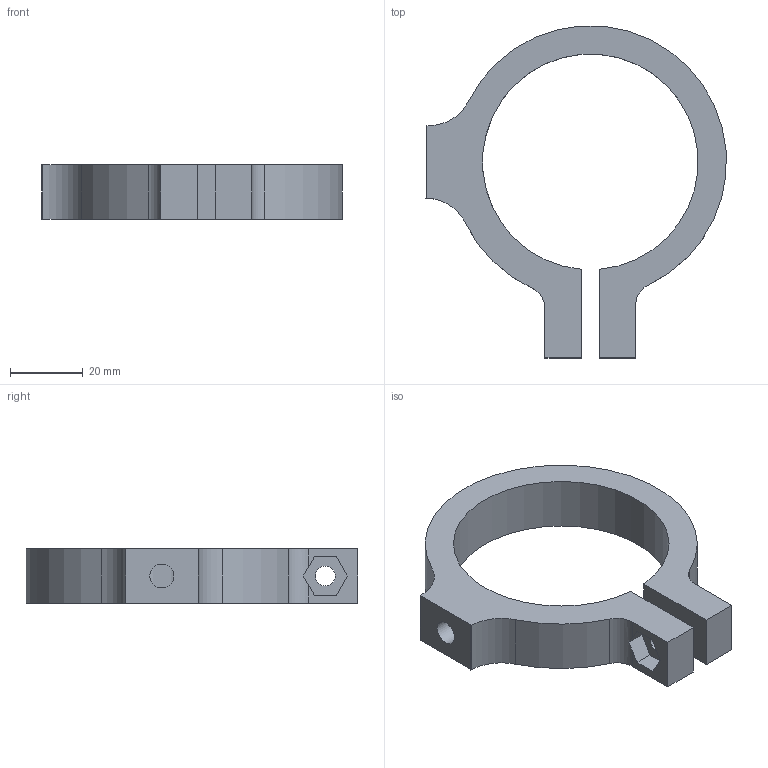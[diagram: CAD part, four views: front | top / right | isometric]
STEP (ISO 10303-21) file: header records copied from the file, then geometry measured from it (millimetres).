
FILE_DESCRIPTION(/* description */ (''),/* implementation_level */ '2;1');
FILE_NAME(/* name */ 'Bride - 58.4 v5.step',/* time_stamp */ '2018-11-15T22:03:20+01:00',/* author */ ('Nik?'),/* organization */ (''),/* preprocessor_version */ 'ST-DEVELOPER v17.2',/* originating_system */ 'Autodesk Translation Framework v7.6.0.251',/* authorisation */ '');
FILE_SCHEMA (('AUTOMOTIVE_DESIGN { 1 0 10303 214 3 1 1 }'));
Length unit declared in the file: millimetre
Products named in the file (1): Bride - 58.4
Bounding box: 82.66 x 91.41 x 15 mm (x, y, z)
Volume: 30779.1 mm3; surface area: 12705.7 mm2
Topology: 1 solids, 1 shells, 35 faces, 96 edges, 64 vertices
Faces by surface type: plane 25, cylinder 10
Full cylindrical faces by diameter (mm): 5.5 x2, 6.6 x1
Entity records: 1170 total; most frequent: DIRECTION 196, CARTESIAN_POINT 196, ORIENTED_EDGE 192, EDGE_CURVE 96, LINE 68, VECTOR 68, VERTEX_POINT 64, AXIS2_PLACEMENT_3D 64
